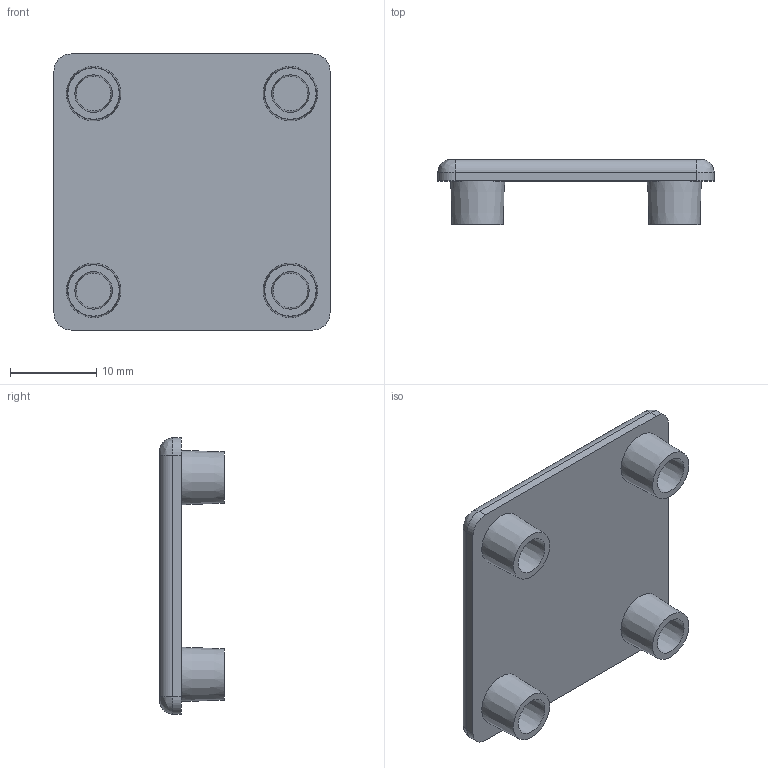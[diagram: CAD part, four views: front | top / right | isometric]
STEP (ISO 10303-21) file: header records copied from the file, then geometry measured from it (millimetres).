
FILE_DESCRIPTION(/* description */ ('Zaślepka profilu 32x32 do 103234'),/* implementation_level */ '2;1');
FILE_NAME(/* name */ '223234.stp',/* time_stamp */ '2022-10-05T08:36:49+02:00',/* author */ ('aluteckkpl_am'),/* organization */ (''),/* preprocessor_version */ 'ST-DEVELOPER v18.1',/* originating_system */ 'Autodesk Inventor 2021',/* authorisation */ '');
FILE_SCHEMA (('CONFIG_CONTROL_DESIGN'));
Length unit declared in the file: millimetre
Products named in the file (1): 223234
Bounding box: 32 x 7.5 x 32 mm (x, y, z)
Volume: 2807.9 mm3; surface area: 3045.2 mm2
Topology: 5 solids, 5 shells, 34 faces, 80 edges, 56 vertices
Faces by surface type: plane 14, cylinder 8, cone 8, bspline 4
Entity records: 1089 total; most frequent: CARTESIAN_POINT 203, DIRECTION 194, ORIENTED_EDGE 160, AXIS2_PLACEMENT_3D 83, EDGE_CURVE 80, VERTEX_POINT 56, CIRCLE 52, EDGE_LOOP 42
